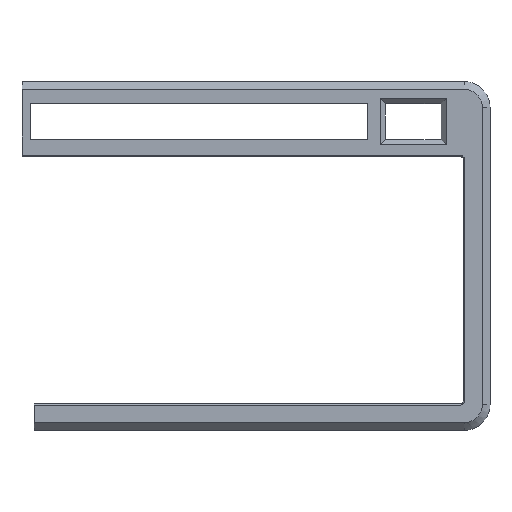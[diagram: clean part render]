
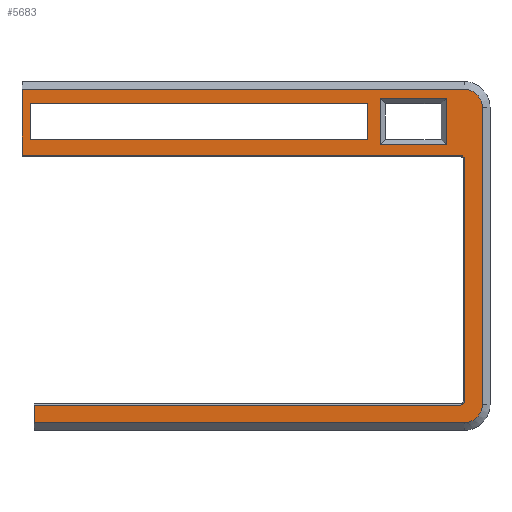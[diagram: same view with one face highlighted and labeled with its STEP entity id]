
A CAD part, top view. The second image highlights one B-rep face of the part: STEP entity #5683.
In plain terms, the highlighted planar face has unit normal (0, 0, 1).
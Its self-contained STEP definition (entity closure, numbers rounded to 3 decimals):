
#52=FACE_BOUND('',#850,.T.);
#53=FACE_BOUND('',#851,.T.);
#224=PLANE('',#6241);
#524=FACE_OUTER_BOUND('',#849,.T.);
#849=EDGE_LOOP('',(#5219,#5220,#5221,#5222,#5223,#5224,#5225,#5226,#5227,
#5228,#5229,#5230));
#850=EDGE_LOOP('',(#5231,#5232,#5233,#5234));
#851=EDGE_LOOP('',(#5235,#5236,#5237,#5238));
#952=LINE('',#8237,#1533);
#1234=LINE('',#8972,#1815);
#1244=LINE('',#8991,#1825);
#1277=LINE('',#9111,#1858);
#1288=LINE('',#9136,#1869);
#1291=LINE('',#9145,#1872);
#1293=LINE('',#9152,#1874);
#1373=LINE('',#9413,#1954);
#1422=LINE('',#9553,#2003);
#1425=LINE('',#9558,#2006);
#1427=LINE('',#9562,#2008);
#1429=LINE('',#9565,#2010);
#1430=LINE('',#9568,#2011);
#1431=LINE('',#9572,#2012);
#1432=LINE('',#9575,#2013);
#1433=LINE('',#9576,#2014);
#1533=VECTOR('',#6514,10.);
#1815=VECTOR('',#7232,10.);
#1825=VECTOR('',#7246,10.);
#1858=VECTOR('',#7357,10.);
#1869=VECTOR('',#7380,10.);
#1872=VECTOR('',#7391,10.);
#1874=VECTOR('',#7401,10.);
#1954=VECTOR('',#7705,10.);
#2003=VECTOR('',#7878,10.);
#2006=VECTOR('',#7883,10.);
#2008=VECTOR('',#7887,10.);
#2010=VECTOR('',#7891,10.);
#2011=VECTOR('',#7894,10.);
#2012=VECTOR('',#7897,10.);
#2013=VECTOR('',#7900,10.);
#2014=VECTOR('',#7901,10.);
#2198=CIRCLE('',#6057,2.);
#2200=CIRCLE('',#6061,2.);
#2264=CIRCLE('',#6242,7.);
#2265=CIRCLE('',#6243,7.);
#2394=VERTEX_POINT('',#8234);
#2395=VERTEX_POINT('',#8236);
#2629=VERTEX_POINT('',#8969);
#2630=VERTEX_POINT('',#8971);
#2636=VERTEX_POINT('',#8988);
#2637=VERTEX_POINT('',#8990);
#2685=VERTEX_POINT('',#9110);
#2693=VERTEX_POINT('',#9134);
#2694=VERTEX_POINT('',#9138);
#2695=VERTEX_POINT('',#9143);
#2696=VERTEX_POINT('',#9147);
#2765=VERTEX_POINT('',#9412);
#2793=VERTEX_POINT('',#9551);
#2794=VERTEX_POINT('',#9552);
#2795=VERTEX_POINT('',#9557);
#2796=VERTEX_POINT('',#9561);
#2797=VERTEX_POINT('',#9567);
#2798=VERTEX_POINT('',#9569);
#2799=VERTEX_POINT('',#9571);
#2800=VERTEX_POINT('',#9573);
#2952=EDGE_CURVE('',#2395,#2394,#952,.T.);
#3322=EDGE_CURVE('',#2630,#2629,#1234,.T.);
#3332=EDGE_CURVE('',#2637,#2636,#1244,.T.);
#3391=EDGE_CURVE('',#2685,#2630,#1277,.T.);
#3404=EDGE_CURVE('',#2693,#2394,#1288,.T.);
#3406=EDGE_CURVE('',#2694,#2693,#2198,.T.);
#3409=EDGE_CURVE('',#2695,#2694,#1291,.T.);
#3411=EDGE_CURVE('',#2696,#2695,#2200,.T.);
#3413=EDGE_CURVE('',#2637,#2696,#1293,.T.);
#3537=EDGE_CURVE('',#2765,#2685,#1373,.T.);
#3604=EDGE_CURVE('',#2793,#2794,#1422,.T.);
#3607=EDGE_CURVE('',#2794,#2795,#1425,.T.);
#3609=EDGE_CURVE('',#2795,#2796,#1427,.T.);
#3611=EDGE_CURVE('',#2796,#2793,#1429,.T.);
#3612=EDGE_CURVE('',#2797,#2636,#1430,.T.);
#3613=EDGE_CURVE('',#2798,#2797,#2264,.T.);
#3614=EDGE_CURVE('',#2799,#2798,#1431,.T.);
#3615=EDGE_CURVE('',#2800,#2799,#2265,.T.);
#3616=EDGE_CURVE('',#2395,#2800,#1432,.T.);
#3617=EDGE_CURVE('',#2629,#2765,#1433,.T.);
#5219=ORIENTED_EDGE('',*,*,#3413,.F.);
#5220=ORIENTED_EDGE('',*,*,#3332,.T.);
#5221=ORIENTED_EDGE('',*,*,#3612,.F.);
#5222=ORIENTED_EDGE('',*,*,#3613,.F.);
#5223=ORIENTED_EDGE('',*,*,#3614,.F.);
#5224=ORIENTED_EDGE('',*,*,#3615,.F.);
#5225=ORIENTED_EDGE('',*,*,#3616,.F.);
#5226=ORIENTED_EDGE('',*,*,#2952,.T.);
#5227=ORIENTED_EDGE('',*,*,#3404,.F.);
#5228=ORIENTED_EDGE('',*,*,#3406,.F.);
#5229=ORIENTED_EDGE('',*,*,#3409,.F.);
#5230=ORIENTED_EDGE('',*,*,#3411,.F.);
#5231=ORIENTED_EDGE('',*,*,#3617,.T.);
#5232=ORIENTED_EDGE('',*,*,#3537,.T.);
#5233=ORIENTED_EDGE('',*,*,#3391,.T.);
#5234=ORIENTED_EDGE('',*,*,#3322,.T.);
#5235=ORIENTED_EDGE('',*,*,#3604,.F.);
#5236=ORIENTED_EDGE('',*,*,#3611,.F.);
#5237=ORIENTED_EDGE('',*,*,#3609,.F.);
#5238=ORIENTED_EDGE('',*,*,#3607,.F.);
#5683=ADVANCED_FACE('',(#524,#52,#53),#224,.T.);
#6057=AXIS2_PLACEMENT_3D('',#9140,#7384,#7385);
#6061=AXIS2_PLACEMENT_3D('',#9149,#7395,#7396);
#6241=AXIS2_PLACEMENT_3D('',#9566,#7892,#7893);
#6242=AXIS2_PLACEMENT_3D('',#9570,#7895,#7896);
#6243=AXIS2_PLACEMENT_3D('',#9574,#7898,#7899);
#6514=DIRECTION('',(0.,-1.,0.));
#7232=DIRECTION('',(1.,0.,0.));
#7246=DIRECTION('',(0.,-1.,0.));
#7357=DIRECTION('',(0.,1.,0.));
#7380=DIRECTION('',(-1.,0.,0.));
#7384=DIRECTION('center_axis',(0.,0.,1.));
#7385=DIRECTION('ref_axis',(1.,0.,0.));
#7391=DIRECTION('',(0.,1.,0.));
#7395=DIRECTION('center_axis',(0.,0.,1.));
#7396=DIRECTION('ref_axis',(0.,-1.,0.));
#7401=DIRECTION('',(1.,0.,0.));
#7705=DIRECTION('',(-1.,0.,0.));
#7878=DIRECTION('',(0.,1.,0.));
#7883=DIRECTION('',(-1.,0.,0.));
#7887=DIRECTION('',(0.,-1.,0.));
#7891=DIRECTION('',(1.,0.,0.));
#7892=DIRECTION('center_axis',(0.,0.,1.));
#7893=DIRECTION('ref_axis',(-1.,0.,0.));
#7894=DIRECTION('',(-1.,0.,0.));
#7895=DIRECTION('center_axis',(0.,0.,-1.));
#7896=DIRECTION('ref_axis',(0.,-1.,0.));
#7897=DIRECTION('',(0.,-1.,0.));
#7898=DIRECTION('center_axis',(0.,0.,-1.));
#7899=DIRECTION('ref_axis',(1.,0.,0.));
#7900=DIRECTION('',(1.,0.,0.));
#7901=DIRECTION('',(0.,-1.,0.));
#8234=CARTESIAN_POINT('',(190.65,0.975,8.6));
#8236=CARTESIAN_POINT('',(190.65,26.635,8.6));
#8237=CARTESIAN_POINT('',(190.65,29.635,8.6));
#8969=CARTESIAN_POINT('',(325.24,21.055,8.6));
#8971=CARTESIAN_POINT('',(193.94,21.055,8.6));
#8972=CARTESIAN_POINT('',(325.24,21.055,8.6));
#8988=CARTESIAN_POINT('',(195.413,-103.025,8.6));
#8990=CARTESIAN_POINT('',(195.413,-96.225,8.6));
#8991=CARTESIAN_POINT('',(195.413,-97.25,8.6));
#9110=CARTESIAN_POINT('',(193.94,7.055,8.6));
#9111=CARTESIAN_POINT('',(193.94,7.055,8.6));
#9134=CARTESIAN_POINT('',(360.925,0.975,8.6));
#9136=CARTESIAN_POINT('',(236.169,0.975,8.6));
#9138=CARTESIAN_POINT('',(362.925,-1.025,8.6));
#9140=CARTESIAN_POINT('Origin',(360.925,-1.025,8.6));
#9143=CARTESIAN_POINT('',(362.925,-94.225,8.6));
#9145=CARTESIAN_POINT('',(362.925,-19.61,8.6));
#9147=CARTESIAN_POINT('',(360.925,-96.225,8.6));
#9149=CARTESIAN_POINT('Origin',(360.925,-94.225,8.6));
#9152=CARTESIAN_POINT('',(321.306,-96.225,8.6));
#9412=CARTESIAN_POINT('',(325.24,7.055,8.6));
#9413=CARTESIAN_POINT('',(325.24,7.055,8.6));
#9551=CARTESIAN_POINT('',(355.75,5.055,8.6));
#9552=CARTESIAN_POINT('',(355.75,23.055,8.6));
#9553=CARTESIAN_POINT('',(355.75,-8.57,8.6));
#9557=CARTESIAN_POINT('',(330.05,23.055,8.6));
#9558=CARTESIAN_POINT('',(306.869,23.055,8.6));
#9561=CARTESIAN_POINT('',(330.05,5.055,8.6));
#9562=CARTESIAN_POINT('',(330.05,-15.57,8.6));
#9565=CARTESIAN_POINT('',(317.719,5.055,8.6));
#9566=CARTESIAN_POINT('Origin',(281.688,-38.195,8.6));
#9567=CARTESIAN_POINT('',(362.725,-103.025,8.6));
#9568=CARTESIAN_POINT('',(238.55,-103.025,8.6));
#9569=CARTESIAN_POINT('',(369.725,-96.025,8.6));
#9570=CARTESIAN_POINT('Origin',(362.725,-96.025,8.6));
#9571=CARTESIAN_POINT('',(369.725,19.635,8.6));
#9572=CARTESIAN_POINT('',(369.725,-67.11,8.6));
#9573=CARTESIAN_POINT('',(362.725,26.635,8.6));
#9574=CARTESIAN_POINT('Origin',(362.725,19.635,8.6));
#9575=CARTESIAN_POINT('',(322.206,26.635,8.6));
#9576=CARTESIAN_POINT('',(325.24,21.055,8.6));
